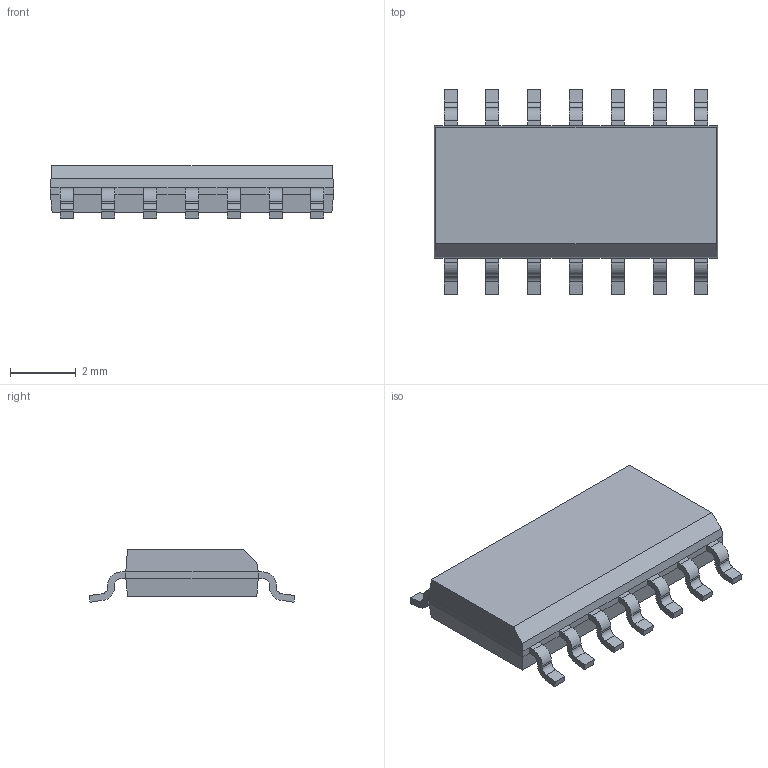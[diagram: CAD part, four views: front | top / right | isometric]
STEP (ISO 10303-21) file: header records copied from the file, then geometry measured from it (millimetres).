
FILE_DESCRIPTION(('FreeCAD Model'),'2;1');
FILE_NAME('SO_14.step','2018-02-15T08:40:13',( 'kicad StepUp'),('ksu MCAD'),'Open CASCADE STEP processor 6.8', 'FreeCAD','Unknown');
FILE_SCHEMA(('AUTOMOTIVE_DESIGN_CC2 { 1 2 10303 214 -1 1 5 4 }'));
Length unit declared in the file: millimetre
Products named in the file (1): SO_14
Bounding box: 8.6 x 6.25 x 1.59 mm (x, y, z)
Volume: 49 mm3; surface area: 125.5 mm2
Topology: 1 solids, 1 shells, 211 faces, 563 edges, 354 vertices
Faces by surface type: plane 155, cylinder 56
Entity records: 7947 total; most frequent: CARTESIAN_POINT 1129, ORIENTED_EDGE 1126, DIRECTION 1099, EDGE_CURVE 563, LINE 451, VECTOR 451, VERTEX_POINT 354, AXIS2_PLACEMENT_3D 324
